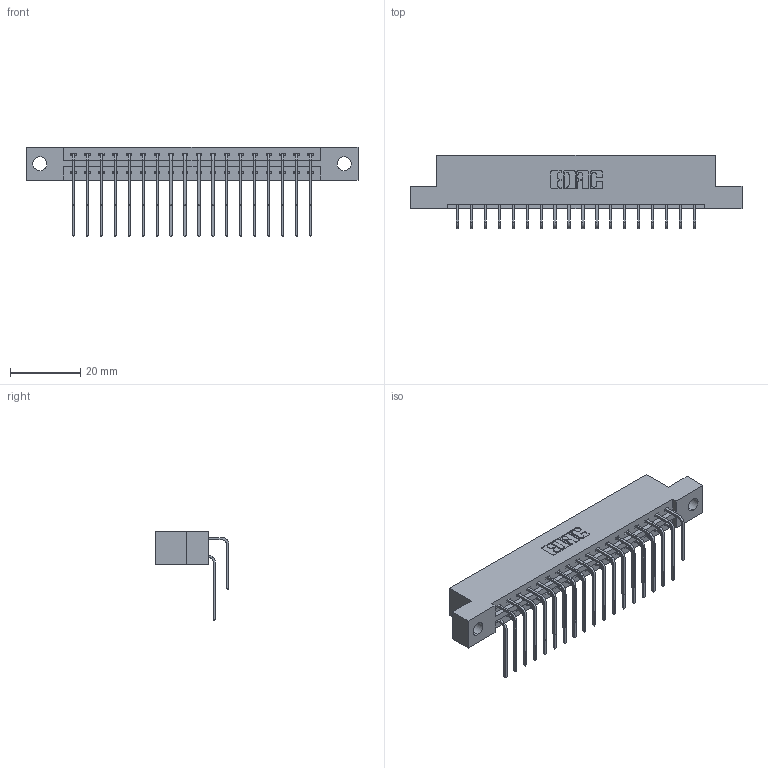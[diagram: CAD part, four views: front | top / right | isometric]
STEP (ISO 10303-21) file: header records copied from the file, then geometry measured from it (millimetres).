
FILE_DESCRIPTION (( 'STEP AP203' ), '1' );
FILE_NAME ('387-036-559-204.STEP', '2018-09-19T01:44:33', ( '' ), ( '' ), 'SwSTEP 2.0', 'SolidWorks 2016', '' );
FILE_SCHEMA (( 'CONFIG_CONTROL_DESIGN' ));
Length unit declared in the file: inch
Products named in the file (4): 345-292-001_559 Tail - 2; 387-036-559-204; 337 Part_Flush Mounting Lugs - 0.156 Dia-TH; 345-292-001_558 559 Tail - 1
Assembly tree (37 placements, depth 2):
  387-036-559-204
    337 Part_Flush Mounting Lugs - 0.156 Dia-TH
    345-292-001_558 559 Tail - 1  x18
    345-292-001_559 Tail - 2  x18
Bounding box: 94.34 x 20.9 x 25.53 mm (x, y, z)
Volume: 9742.2 mm3; surface area: 11620.6 mm2
Topology: 37 solids, 37 shells, 2130 faces, 6323 edges, 4166 vertices
Faces by surface type: plane 1510, cylinder 620
Entity records: 18847 total; most frequent: CARTESIAN_POINT 3241, ORIENTED_EDGE 3126, DIRECTION 2783, EDGE_CURVE 1563, LINE 1395, VECTOR 1395, VERTEX_POINT 1038, AXIS2_PLACEMENT_3D 694
